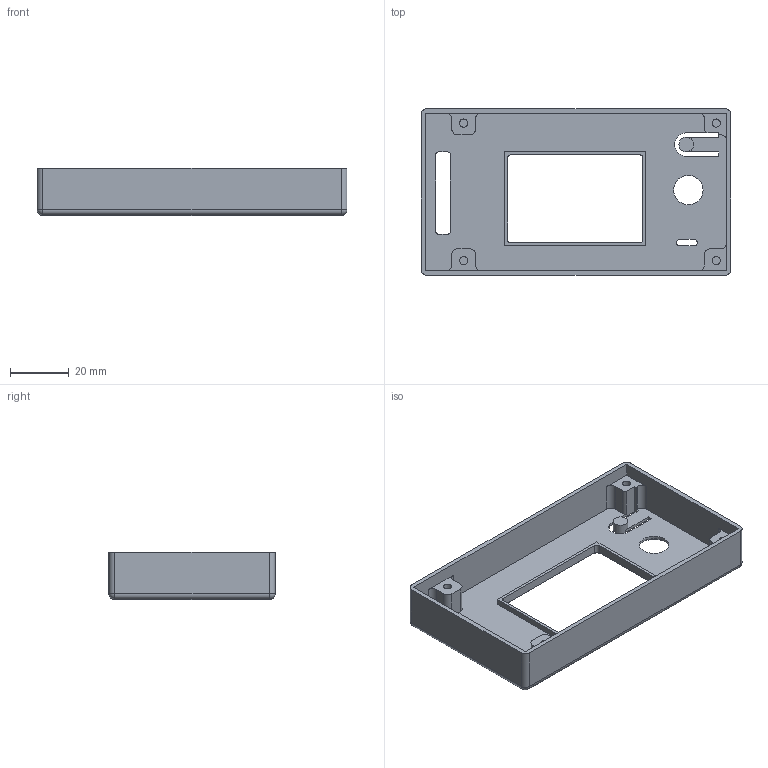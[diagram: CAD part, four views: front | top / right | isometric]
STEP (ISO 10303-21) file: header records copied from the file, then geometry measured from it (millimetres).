
FILE_DESCRIPTION(('FreeCAD Model'),'2;1');
FILE_NAME('Open CASCADE Shape Model','2022-01-12T21:19:22',('Author'),( ''),'Open CASCADE STEP processor 7.5','FreeCAD','Unknown');
FILE_SCHEMA(('AUTOMOTIVE_DESIGN { 1 0 10303 214 1 1 1 1 }'));
Length unit declared in the file: millimetre
Products named in the file (1): final-case
Bounding box: 105.5 x 56.7 x 16 mm (x, y, z)
Volume: 17145.6 mm3; surface area: 19510.6 mm2
Topology: 1 solids, 1 shells, 131 faces, 333 edges, 205 vertices
Faces by surface type: plane 71, cylinder 41, cone 15, sphere 4
Full cylindrical faces by diameter (mm): 2.8 x4, 5 x1, 10 x1
Entity records: 8208 total; most frequent: CARTESIAN_POINT 1486, DIRECTION 1285, LINE 764, VECTOR 764, ORIENTED_EDGE 658, PCURVE 658, DEFINITIONAL_REPRESENTATION 658, EDGE_CURVE 329
